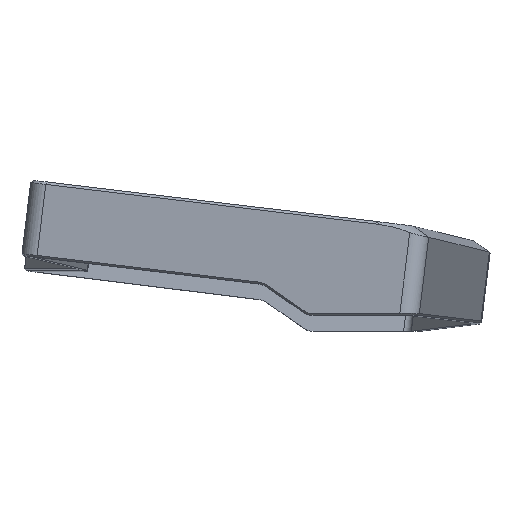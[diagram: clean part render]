
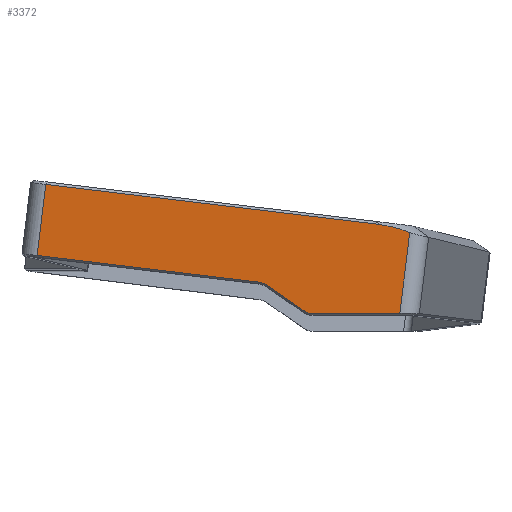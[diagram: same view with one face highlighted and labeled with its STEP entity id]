
A CAD part, left-side view. The second image highlights one B-rep face of the part: STEP entity #3372.
In plain terms, the highlighted face is planar.
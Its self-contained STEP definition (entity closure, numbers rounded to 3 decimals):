
#67=ELLIPSE('',#3681,24.472,10.4);
#103=B_SPLINE_CURVE_WITH_KNOTS('',3,(#5641,#5642,#5643,#5644),
 .UNSPECIFIED.,.F.,.F.,(4,4),(-3.492,-3.488),
 .UNSPECIFIED.);
#104=B_SPLINE_CURVE_WITH_KNOTS('',3,(#5665,#5666,#5667,#5668),
 .UNSPECIFIED.,.F.,.F.,(4,4),(1.082,1.093),
 .UNSPECIFIED.);
#105=B_SPLINE_CURVE_WITH_KNOTS('',3,(#5685,#5686,#5687,#5688),
 .UNSPECIFIED.,.F.,.F.,(4,4),(1.093,1.571),
 .UNSPECIFIED.);
#106=B_SPLINE_CURVE_WITH_KNOTS('',3,(#5709,#5710,#5711,#5712),
 .UNSPECIFIED.,.F.,.F.,(4,4),(-3.874,-3.87),
 .UNSPECIFIED.);
#108=B_SPLINE_CURVE_WITH_KNOTS('',3,(#5740,#5741,#5742,#5743),
 .UNSPECIFIED.,.F.,.F.,(4,4),(-1.693,-1.681),
 .UNSPECIFIED.);
#109=B_SPLINE_CURVE_WITH_KNOTS('',3,(#5760,#5761,#5762,#5763),
 .UNSPECIFIED.,.F.,.F.,(4,4),(-1.681,-1.082),
 .UNSPECIFIED.);
#111=B_SPLINE_CURVE_WITH_KNOTS('',3,(#5790,#5791,#5792,#5793),
 .UNSPECIFIED.,.F.,.F.,(4,4),(1.681,1.693),
 .UNSPECIFIED.);
#359=LINE('',#5714,#670);
#364=LINE('',#5795,#675);
#369=LINE('',#5862,#680);
#432=LINE('',#6064,#743);
#433=LINE('',#6067,#744);
#434=LINE('',#6068,#745);
#670=VECTOR('',#4317,10.);
#675=VECTOR('',#4324,10.);
#680=VECTOR('',#4335,10.);
#743=VECTOR('',#4536,10.);
#744=VECTOR('',#4539,10.);
#745=VECTOR('',#4540,10.);
#998=FACE_OUTER_BOUND('',#1214,.T.);
#1214=EDGE_LOOP('',(#2974,#2975,#2976,#2977,#2978,#2979,#2980,#2981,#2982,
#2983,#2984,#2985,#2986,#2987));
#1572=VERTEX_POINT('',#5637);
#1573=VERTEX_POINT('',#5639);
#1574=VERTEX_POINT('',#5661);
#1575=VERTEX_POINT('',#5663);
#1576=VERTEX_POINT('',#5705);
#1577=VERTEX_POINT('',#5707);
#1578=VERTEX_POINT('',#5731);
#1580=VERTEX_POINT('',#5738);
#1582=VERTEX_POINT('',#5781);
#1584=VERTEX_POINT('',#5788);
#1589=VERTEX_POINT('',#5858);
#1632=VERTEX_POINT('',#6042);
#1633=VERTEX_POINT('',#6044);
#1636=VERTEX_POINT('',#6066);
#1977=EDGE_CURVE('',#1573,#1572,#103,.T.);
#1980=EDGE_CURVE('',#1575,#1574,#104,.T.);
#1981=EDGE_CURVE('',#1574,#1573,#105,.T.);
#1984=EDGE_CURVE('',#1577,#1576,#106,.T.);
#1985=EDGE_CURVE('',#1576,#1575,#359,.T.);
#1989=EDGE_CURVE('',#1580,#1578,#108,.T.);
#1990=EDGE_CURVE('',#1578,#1577,#109,.T.);
#1994=EDGE_CURVE('',#1584,#1582,#111,.T.);
#1995=EDGE_CURVE('',#1582,#1580,#364,.T.);
#2005=EDGE_CURVE('',#1572,#1589,#369,.T.);
#2089=EDGE_CURVE('',#1632,#1633,#67,.T.);
#2094=EDGE_CURVE('',#1633,#1584,#432,.T.);
#2095=EDGE_CURVE('',#1636,#1632,#433,.T.);
#2096=EDGE_CURVE('',#1589,#1636,#434,.T.);
#2974=ORIENTED_EDGE('',*,*,#2094,.F.);
#2975=ORIENTED_EDGE('',*,*,#2089,.F.);
#2976=ORIENTED_EDGE('',*,*,#2095,.F.);
#2977=ORIENTED_EDGE('',*,*,#2096,.F.);
#2978=ORIENTED_EDGE('',*,*,#2005,.F.);
#2979=ORIENTED_EDGE('',*,*,#1977,.F.);
#2980=ORIENTED_EDGE('',*,*,#1981,.F.);
#2981=ORIENTED_EDGE('',*,*,#1980,.F.);
#2982=ORIENTED_EDGE('',*,*,#1985,.F.);
#2983=ORIENTED_EDGE('',*,*,#1984,.F.);
#2984=ORIENTED_EDGE('',*,*,#1990,.F.);
#2985=ORIENTED_EDGE('',*,*,#1989,.F.);
#2986=ORIENTED_EDGE('',*,*,#1995,.F.);
#2987=ORIENTED_EDGE('',*,*,#1994,.F.);
#3184=PLANE('',#3684);
#3372=ADVANCED_FACE('',(#998),#3184,.T.);
#3681=AXIS2_PLACEMENT_3D('',#6045,#4528,#4529);
#3684=AXIS2_PLACEMENT_3D('',#6065,#4537,#4538);
#4317=DIRECTION('',(0.1,0.878,0.467));
#4324=DIRECTION('',(0.123,0.985,-0.12));
#4335=DIRECTION('',(0.122,0.993,0.001));
#4528=DIRECTION('center_axis',(0.992,-0.122,0.018));
#4529=DIRECTION('ref_axis',(0.099,0.877,0.47));
#4536=DIRECTION('',(0.018,-0.001,-1.));
#4537=DIRECTION('center_axis',(-0.992,0.122,-0.018));
#4538=DIRECTION('ref_axis',(-0.122,-0.993,-0.001));
#4539=DIRECTION('',(-0.122,-0.993,-0.001));
#4540=DIRECTION('',(-0.018,0.001,1.));
#5637=CARTESIAN_POINT('',(-124.561,-8.687,-11.271));
#5639=CARTESIAN_POINT('',(-124.567,-8.736,-11.271));
#5641=CARTESIAN_POINT('Ctrl Pts',(-124.567,-8.736,-11.271));
#5642=CARTESIAN_POINT('Ctrl Pts',(-124.565,-8.72,-11.271));
#5643=CARTESIAN_POINT('Ctrl Pts',(-124.563,-8.703,-11.271));
#5644=CARTESIAN_POINT('Ctrl Pts',(-124.561,-8.687,-11.271));
#5661=CARTESIAN_POINT('',(-124.806,-10.758,-11.765));
#5663=CARTESIAN_POINT('',(-124.811,-10.8,-11.787));
#5665=CARTESIAN_POINT('Ctrl Pts',(-124.811,-10.8,-11.787));
#5666=CARTESIAN_POINT('Ctrl Pts',(-124.81,-10.786,-11.78));
#5667=CARTESIAN_POINT('Ctrl Pts',(-124.808,-10.772,-11.773));
#5668=CARTESIAN_POINT('Ctrl Pts',(-124.806,-10.758,-11.765));
#5685=CARTESIAN_POINT('Ctrl Pts',(-124.806,-10.758,-11.765));
#5686=CARTESIAN_POINT('Ctrl Pts',(-124.736,-10.135,-11.443));
#5687=CARTESIAN_POINT('Ctrl Pts',(-124.653,-9.436,-11.272));
#5688=CARTESIAN_POINT('Ctrl Pts',(-124.567,-8.736,-11.271));
#5705=CARTESIAN_POINT('',(-125.834,-19.822,-16.589));
#5707=CARTESIAN_POINT('',(-125.838,-19.861,-16.609));
#5709=CARTESIAN_POINT('Ctrl Pts',(-125.838,-19.861,-16.609));
#5710=CARTESIAN_POINT('Ctrl Pts',(-125.837,-19.848,-16.602));
#5711=CARTESIAN_POINT('Ctrl Pts',(-125.836,-19.835,-16.596));
#5712=CARTESIAN_POINT('Ctrl Pts',(-125.834,-19.822,-16.589));
#5714=CARTESIAN_POINT('',(-121.98,14.169,1.5));
#5731=CARTESIAN_POINT('',(-126.088,-21.95,-17.011));
#5738=CARTESIAN_POINT('',(-126.093,-21.993,-17.006));
#5740=CARTESIAN_POINT('Ctrl Pts',(-126.093,-21.993,-17.006));
#5741=CARTESIAN_POINT('Ctrl Pts',(-126.091,-21.979,-17.008));
#5742=CARTESIAN_POINT('Ctrl Pts',(-126.09,-21.964,-17.009));
#5743=CARTESIAN_POINT('Ctrl Pts',(-126.088,-21.95,-17.011));
#5760=CARTESIAN_POINT('Ctrl Pts',(-126.088,-21.95,-17.011));
#5761=CARTESIAN_POINT('Ctrl Pts',(-125.999,-21.235,-17.089));
#5762=CARTESIAN_POINT('Ctrl Pts',(-125.911,-20.496,-16.947));
#5763=CARTESIAN_POINT('Ctrl Pts',(-125.838,-19.861,-16.609));
#5781=CARTESIAN_POINT('',(-128.565,-41.774,-14.594));
#5788=CARTESIAN_POINT('',(-128.571,-41.822,-14.589));
#5790=CARTESIAN_POINT('Ctrl Pts',(-128.571,-41.822,-14.589));
#5791=CARTESIAN_POINT('Ctrl Pts',(-128.569,-41.806,-14.591));
#5792=CARTESIAN_POINT('Ctrl Pts',(-128.567,-41.79,-14.593));
#5793=CARTESIAN_POINT('Ctrl Pts',(-128.565,-41.774,-14.594));
#5795=CARTESIAN_POINT('',(-120.102,25.963,-22.852));
#5858=CARTESIAN_POINT('',(-118.246,42.747,-11.226));
#5862=CARTESIAN_POINT('',(-120.311,25.928,-11.241));
#6042=CARTESIAN_POINT('',(-128.041,-34.657,5.204));
#6044=CARTESIAN_POINT('',(-128.9,-41.798,4.202));
#6045=CARTESIAN_POINT('Origin',(-129.469,-48.404,-9.514));
#6064=CARTESIAN_POINT('',(-128.762,-41.808,-3.701));
#6065=CARTESIAN_POINT('Origin',(-117.919,46.729,-2.124));
#6066=CARTESIAN_POINT('',(-118.536,42.768,5.271));
#6067=CARTESIAN_POINT('',(-120.428,27.355,5.258));
#6068=CARTESIAN_POINT('',(-118.38,42.757,-3.627));
